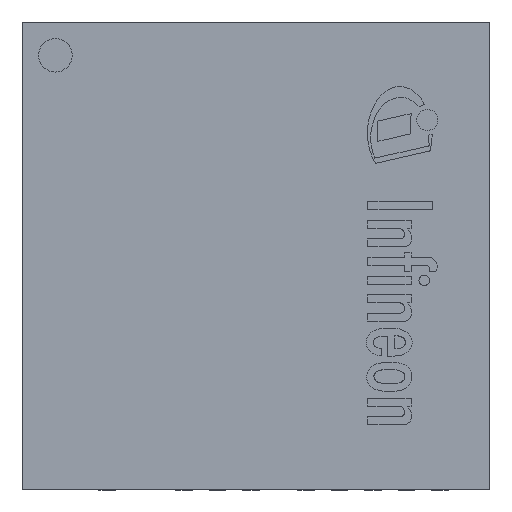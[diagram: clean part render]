
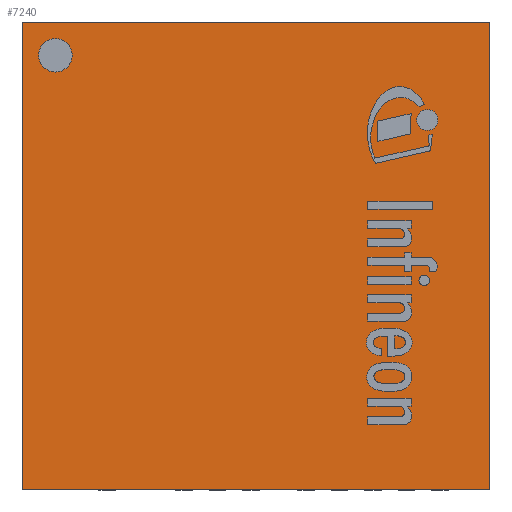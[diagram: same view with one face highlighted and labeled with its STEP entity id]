
A CAD part, top view. The second image highlights one B-rep face of the part: STEP entity #7240.
In plain terms, the highlighted planar face has unit normal (0, 0, 1).
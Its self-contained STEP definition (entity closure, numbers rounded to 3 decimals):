
#164=LINE('',#10376,#1013);
#167=LINE('',#10382,#1016);
#170=LINE('',#10388,#1019);
#173=LINE('',#10392,#1022);
#1013=VECTOR('',#8333,1.);
#1016=VECTOR('',#8338,1.);
#1019=VECTOR('',#8343,1.);
#1022=VECTOR('',#8348,1.);
#1866=PLANE('',#7732);
#2202=FACE_BOUND('',#2663,.T.);
#2217=FACE_OUTER_BOUND('',#2662,.T.);
#2662=EDGE_LOOP('',(#5061,#5062,#5063,#5064));
#2663=EDGE_LOOP('',(#5065));
#3107=CIRCLE('',#7724,0.25);
#3277=VERTEX_POINT('',#10364);
#3281=VERTEX_POINT('',#10373);
#3282=VERTEX_POINT('',#10375);
#3284=VERTEX_POINT('',#10381);
#3286=VERTEX_POINT('',#10387);
#3983=EDGE_CURVE('',#3277,#3277,#3107,.T.);
#3987=EDGE_CURVE('',#3282,#3281,#164,.T.);
#3990=EDGE_CURVE('',#3284,#3282,#167,.T.);
#3993=EDGE_CURVE('',#3286,#3284,#170,.T.);
#3996=EDGE_CURVE('',#3281,#3286,#173,.T.);
#5061=ORIENTED_EDGE('',*,*,#3996,.T.);
#5062=ORIENTED_EDGE('',*,*,#3993,.T.);
#5063=ORIENTED_EDGE('',*,*,#3990,.T.);
#5064=ORIENTED_EDGE('',*,*,#3987,.T.);
#5065=ORIENTED_EDGE('',*,*,#3983,.T.);
#7240=ADVANCED_FACE('',(#2217,#2202),#1866,.T.);
#7724=AXIS2_PLACEMENT_3D('',#10365,#8323,#8324);
#7732=AXIS2_PLACEMENT_3D('',#10394,#8351,#8352);
#8323=DIRECTION('center_axis',(0.,0.,-1.));
#8324=DIRECTION('ref_axis',(-1.,0.,0.));
#8333=DIRECTION('',(1.,0.,0.));
#8338=DIRECTION('',(0.,-1.,0.));
#8343=DIRECTION('',(-1.,0.,0.));
#8348=DIRECTION('',(0.,1.,0.));
#8351=DIRECTION('center_axis',(0.,0.,1.));
#8352=DIRECTION('ref_axis',(0.,-1.,0.));
#10364=CARTESIAN_POINT('',(-2.75,3.,1.));
#10365=CARTESIAN_POINT('Origin',(-3.,3.,1.));
#10373=CARTESIAN_POINT('',(3.49,-3.49,1.));
#10375=CARTESIAN_POINT('',(-3.49,-3.49,1.));
#10376=CARTESIAN_POINT('',(3.49,-3.49,1.));
#10381=CARTESIAN_POINT('',(-3.49,3.49,1.));
#10382=CARTESIAN_POINT('',(-3.49,-3.49,1.));
#10387=CARTESIAN_POINT('',(3.49,3.49,1.));
#10388=CARTESIAN_POINT('',(-3.49,3.49,1.));
#10392=CARTESIAN_POINT('',(3.49,3.49,1.));
#10394=CARTESIAN_POINT('Origin',(0.,0.,
1.));
